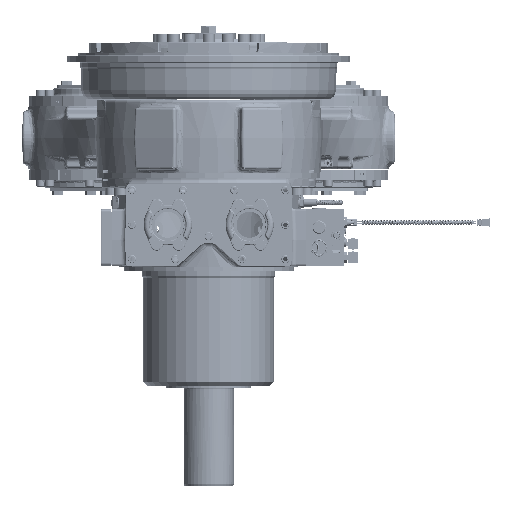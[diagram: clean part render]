
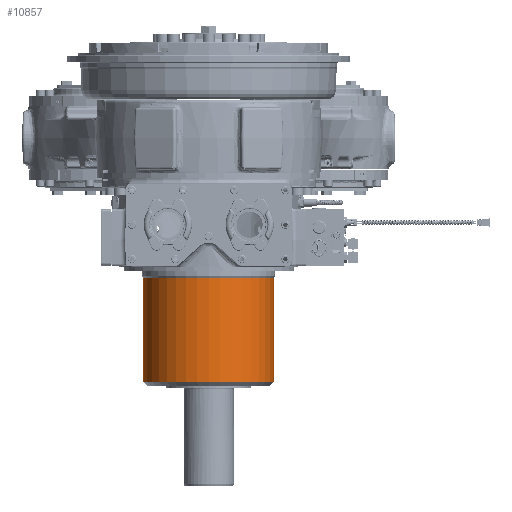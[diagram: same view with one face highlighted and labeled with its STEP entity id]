
A CAD part, front view. The second image highlights one B-rep face of the part: STEP entity #10857.
In plain terms, the highlighted cylindrical face has radius 127.5 mm (diameter 255 mm), a full revolution.
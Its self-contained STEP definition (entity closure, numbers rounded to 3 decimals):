
#6498 = DIRECTION ( 'NONE',  ( 1., 0., 0. ) ) ;
#7855 = CARTESIAN_POINT ( 'NONE',  ( 127.5, 0., -195.038 ) ) ;
#10857 = ADVANCED_FACE ( 'NONE', ( #195573, #49953 ), #112513, .T. ) ;
#12675 = DIRECTION ( 'NONE',  ( 0., 0., 1. ) ) ;
#26292 = EDGE_CURVE ( 'NONE', #67765, #67765, #253501, .T. ) ;
#46012 = DIRECTION ( 'NONE',  ( 0., 0., 1. ) ) ;
#49953 = FACE_OUTER_BOUND ( 'NONE', #167765, .T. ) ;
#65946 = VERTEX_POINT ( 'NONE', #192506 ) ;
#67765 = VERTEX_POINT ( 'NONE', #7855 ) ;
#97310 = AXIS2_PLACEMENT_3D ( 'NONE', #176059, #12675, #258892 ) ;
#108501 = DIRECTION ( 'NONE',  ( 1., 0., 0. ) ) ;
#112513 = CYLINDRICAL_SURFACE ( 'NONE', #136578, 127.5 ) ;
#121317 = ORIENTED_EDGE ( 'NONE', *, *, #26292, .F. ) ;
#124809 = AXIS2_PLACEMENT_3D ( 'NONE', #214663, #46012, #6498 ) ;
#136578 = AXIS2_PLACEMENT_3D ( 'NONE', #191551, #171184, #108501 ) ;
#167765 = EDGE_LOOP ( 'NONE', ( #217648 ) ) ;
#171184 = DIRECTION ( 'NONE',  ( 0., 0., 1. ) ) ;
#171868 = EDGE_CURVE ( 'NONE', #65946, #65946, #237853, .T. ) ;
#176059 = CARTESIAN_POINT ( 'NONE',  ( 0., 0., -195.038 ) ) ;
#191551 = CARTESIAN_POINT ( 'NONE',  ( 0., 0., -160.6 ) ) ;
#192506 = CARTESIAN_POINT ( 'NONE',  ( 127.5, 0., -397.1 ) ) ;
#193631 = EDGE_LOOP ( 'NONE', ( #121317 ) ) ;
#195573 = FACE_OUTER_BOUND ( 'NONE', #193631, .T. ) ;
#214663 = CARTESIAN_POINT ( 'NONE',  ( 0., 0., -397.1 ) ) ;
#217648 = ORIENTED_EDGE ( 'NONE', *, *, #171868, .T. ) ;
#237853 = CIRCLE ( 'NONE', #124809, 127.5 ) ;
#253501 = CIRCLE ( 'NONE', #97310, 127.5 ) ;
#258892 = DIRECTION ( 'NONE',  ( 1., 0., 0. ) ) ;
